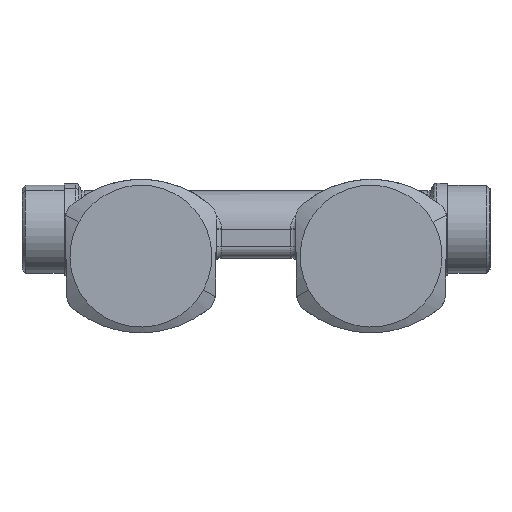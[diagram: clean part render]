
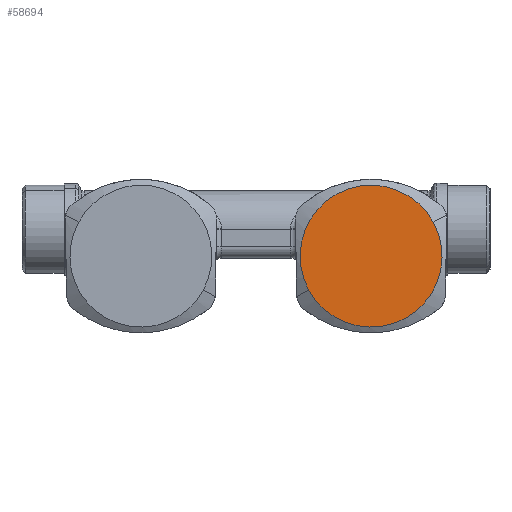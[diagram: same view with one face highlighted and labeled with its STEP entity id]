
A CAD part, left-side view. The second image highlights one B-rep face of the part: STEP entity #58694.
In plain terms, the highlighted planar face has unit normal (-1, 0, 0).
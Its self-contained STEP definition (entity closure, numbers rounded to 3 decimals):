
#58671=CARTESIAN_POINT('Axis2P3D Location',(-172.,0.,1.5)) ;
#58676=CARTESIAN_POINT('Axis2P3D Location',(-172.,0.,1.5)) ;
#58680=CARTESIAN_POINT('Vertex',(-172.,16.235,-7.369)) ;
#58682=CARTESIAN_POINT('Vertex',(-172.,-16.235,10.369)) ;
#58685=CARTESIAN_POINT('Axis2P3D Location',(-172.,0.,1.5)) ;
#58672=DIRECTION('Axis2P3D Direction',(-1.,0.,0.)) ;
#58673=DIRECTION('Axis2P3D XDirection',(0.,1.,0.)) ;
#58677=DIRECTION('Axis2P3D Direction',(-1.,0.,0.)) ;
#58686=DIRECTION('Axis2P3D Direction',(-1.,0.,0.)) ;
#58674=AXIS2_PLACEMENT_3D('Plane Axis2P3D',#58671,#58672,#58673) ;
#58678=AXIS2_PLACEMENT_3D('Circle Axis2P3D',#58676,#58677,$) ;
#58687=AXIS2_PLACEMENT_3D('Circle Axis2P3D',#58685,#58686,$) ;
#58679=CIRCLE('generated circle',#58678,18.5) ;
#58688=CIRCLE('generated circle',#58687,18.5) ;
#58675=PLANE('',#58674) ;
#58684=EDGE_CURVE('',#58681,#58683,#58679,.T.) ;
#58689=EDGE_CURVE('',#58683,#58681,#58688,.T.) ;
#58691=ORIENTED_EDGE('',*,*,#58684,.T.) ;
#58692=ORIENTED_EDGE('',*,*,#58689,.T.) ;
#58690=EDGE_LOOP('',(#58691,#58692)) ;
#58681=VERTEX_POINT('',#58680) ;
#58683=VERTEX_POINT('',#58682) ;
#58694=ADVANCED_FACE('PartBody',(#58693),#58675,.T.) ;
#58693=FACE_OUTER_BOUND('',#58690,.T.) ;
